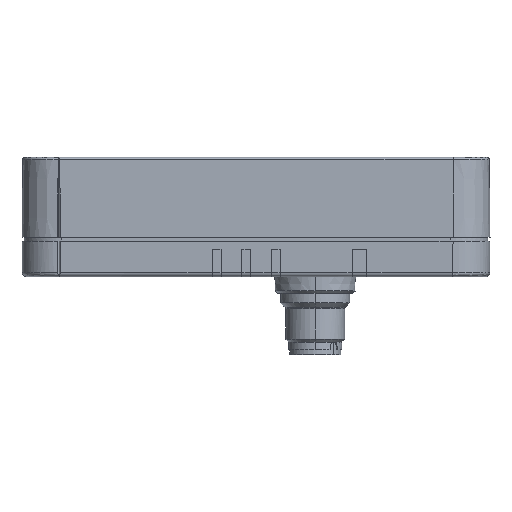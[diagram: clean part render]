
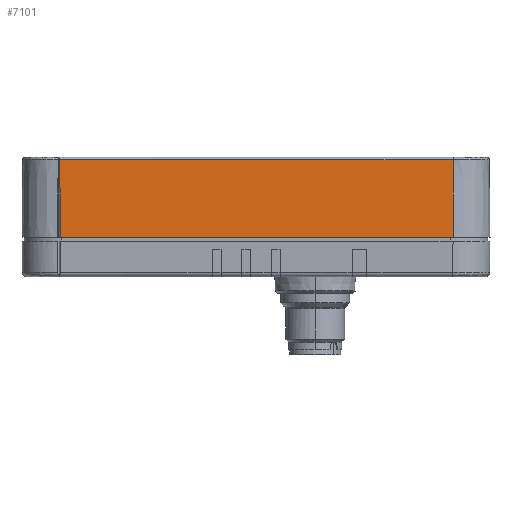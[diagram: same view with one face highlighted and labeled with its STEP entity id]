
A CAD part, top view. The second image highlights one B-rep face of the part: STEP entity #7101.
In plain terms, the highlighted planar face has unit normal (0, 0.009, 1).
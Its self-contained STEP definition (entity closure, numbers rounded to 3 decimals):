
#463 = DIRECTION ( 'NONE',  ( 1., 0., 0. ) ) ;
#514 = CARTESIAN_POINT ( 'NONE',  ( -39.837, -0.496, 11.363 ) ) ;
#1266 = LINE ( 'NONE', #11223, #13769 ) ;
#1367 = VERTEX_POINT ( 'NONE', #5660 ) ;
#1462 = LINE ( 'NONE', #13677, #3722 ) ;
#1558 = CARTESIAN_POINT ( 'NONE',  ( -39.7, -16.2, 11.5 ) ) ;
#1623 = ORIENTED_EDGE ( 'NONE', *, *, #4970, .T. ) ;
#2715 = LINE ( 'NONE', #514, #3867 ) ;
#3168 = ORIENTED_EDGE ( 'NONE', *, *, #7005, .F. ) ;
#3722 = VECTOR ( 'NONE', #7169, 1000. ) ;
#3867 = VECTOR ( 'NONE', #6086, 1000. ) ;
#4970 = EDGE_CURVE ( 'NONE', #5811, #9105, #2715, .T. ) ;
#5660 = CARTESIAN_POINT ( 'NONE',  ( 40., -0.496, 11.363 ) ) ;
#5811 = VERTEX_POINT ( 'NONE', #14090 ) ;
#6086 = DIRECTION ( 'NONE',  ( 0.009, -1., 0.009 ) ) ;
#6214 = CARTESIAN_POINT ( 'NONE',  ( 40., -16.2, 11.5 ) ) ;
#6215 = DIRECTION ( 'NONE',  ( 0., -1., 0.009 ) ) ;
#6372 = LINE ( 'NONE', #10489, #9498 ) ;
#6798 = EDGE_CURVE ( 'NONE', #9105, #13007, #6372, .T. ) ;
#7005 = EDGE_CURVE ( 'NONE', #5811, #1367, #1462, .T. ) ;
#7101 = ADVANCED_FACE ( 'NONE', ( #11848 ), #14189, .T. ) ;
#7169 = DIRECTION ( 'NONE',  ( 1., 0., 0. ) ) ;
#9087 = AXIS2_PLACEMENT_3D ( 'NONE', #10745, #11782, #6215 ) ;
#9105 = VERTEX_POINT ( 'NONE', #1558 ) ;
#9498 = VECTOR ( 'NONE', #463, 1000. ) ;
#10142 = EDGE_CURVE ( 'NONE', #13007, #1367, #1266, .T. ) ;
#10489 = CARTESIAN_POINT ( 'NONE',  ( 49.79, -16.2, 11.5 ) ) ;
#10745 = CARTESIAN_POINT ( 'NONE',  ( 49.79, -16.2, 11.5 ) ) ;
#10932 = ORIENTED_EDGE ( 'NONE', *, *, #10142, .T. ) ;
#11223 = CARTESIAN_POINT ( 'NONE',  ( 40., -16.2, 11.5 ) ) ;
#11782 = DIRECTION ( 'NONE',  ( 0., 0.009, 1. ) ) ;
#11848 = FACE_OUTER_BOUND ( 'NONE', #12392, .T. ) ;
#12392 = EDGE_LOOP ( 'NONE', ( #3168, #1623, #12707, #10932 ) ) ;
#12465 = DIRECTION ( 'NONE',  ( 0., 1., -0.009 ) ) ;
#12707 = ORIENTED_EDGE ( 'NONE', *, *, #6798, .T. ) ;
#13007 = VERTEX_POINT ( 'NONE', #6214 ) ;
#13677 = CARTESIAN_POINT ( 'NONE',  ( -40.235, -0.496, 11.363 ) ) ;
#13769 = VECTOR ( 'NONE', #12465, 1000. ) ;
#14090 = CARTESIAN_POINT ( 'NONE',  ( -39.837, -0.496, 11.363 ) ) ;
#14189 = PLANE ( 'NONE',  #9087 ) ;
